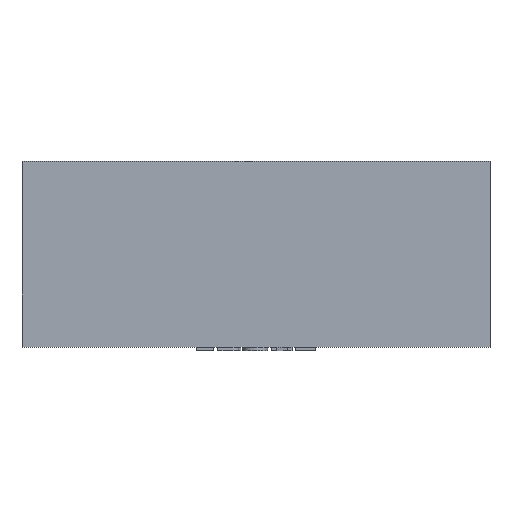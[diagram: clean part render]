
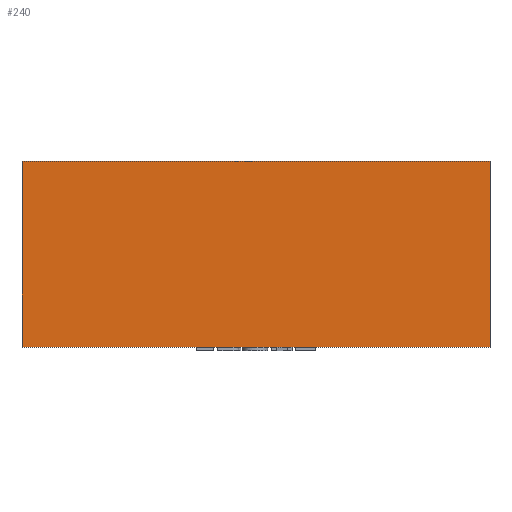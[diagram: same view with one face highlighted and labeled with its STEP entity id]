
A CAD part, top view. The second image highlights one B-rep face of the part: STEP entity #240.
In plain terms, the highlighted planar face has unit normal (0, 0, 1).
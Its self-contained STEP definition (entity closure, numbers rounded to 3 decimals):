
#240 = ADVANCED_FACE( '', ( #674 ), #675, .F. );
#674 = FACE_OUTER_BOUND( '', #3181, .T. );
#675 = PLANE( '', #3182 );
#3181 = EDGE_LOOP( '', ( #4670, #4671, #4672, #4673 ) );
#3182 = AXIS2_PLACEMENT_3D( '', #4674, #4675, #4676 );
#4670 = ORIENTED_EDGE( '', *, *, #5303, .T. );
#4671 = ORIENTED_EDGE( '', *, *, #5112, .F. );
#4672 = ORIENTED_EDGE( '', *, *, #5042, .F. );
#4673 = ORIENTED_EDGE( '', *, *, #4941, .T. );
#4674 = CARTESIAN_POINT( '', ( 223.783, -88.9, 57.15 ) );
#4675 = DIRECTION( '', ( 0., 0., -1. ) );
#4676 = DIRECTION( '', ( -1., 0., 0. ) );
#4941 = EDGE_CURVE( '', #5497, #5495, #5498, .T. );
#5042 = EDGE_CURVE( '', #5497, #5688, #5689, .T. );
#5112 = EDGE_CURVE( '', #5688, #5810, #5812, .T. );
#5303 = EDGE_CURVE( '', #5495, #5810, #6121, .T. );
#5495 = VERTEX_POINT( '', #6387 );
#5497 = VERTEX_POINT( '', #6390 );
#5498 = LINE( '', #6391, #6392 );
#5688 = VERTEX_POINT( '', #7099 );
#5689 = LINE( '', #7100, #7101 );
#5810 = VERTEX_POINT( '', #7566 );
#5812 = LINE( '', #7569, #7570 );
#6121 = LINE( '', #8256, #8257 );
#6387 = CARTESIAN_POINT( '', ( 223.783, 88.9, 57.15 ) );
#6390 = CARTESIAN_POINT( '', ( 223.783, -88.9, 57.15 ) );
#6391 = CARTESIAN_POINT( '', ( 223.783, -88.9, 57.15 ) );
#6392 = VECTOR( '', #8627, 1000. );
#7099 = CARTESIAN_POINT( '', ( -223.783, -88.9, 57.15 ) );
#7100 = CARTESIAN_POINT( '', ( 223.783, -88.9, 57.15 ) );
#7101 = VECTOR( '', #8664, 1000. );
#7566 = CARTESIAN_POINT( '', ( -223.783, 88.9, 57.15 ) );
#7569 = CARTESIAN_POINT( '', ( -223.783, -88.9, 57.15 ) );
#7570 = VECTOR( '', #8717, 1000. );
#8256 = CARTESIAN_POINT( '', ( 223.783, 88.9, 57.15 ) );
#8257 = VECTOR( '', #9038, 1000. );
#8627 = DIRECTION( '', ( 0., 1., 0. ) );
#8664 = DIRECTION( '', ( -1., 0., 0. ) );
#8717 = DIRECTION( '', ( 0., 1., 0. ) );
#9038 = DIRECTION( '', ( -1., 0., 0. ) );
